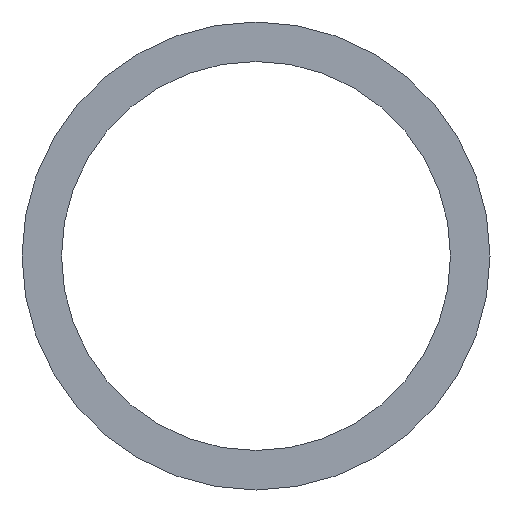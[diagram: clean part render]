
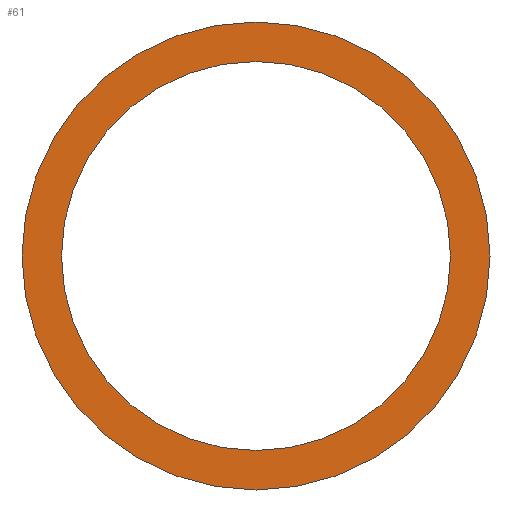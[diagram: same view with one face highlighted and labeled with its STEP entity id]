
A CAD part, front view. The second image highlights one B-rep face of the part: STEP entity #61.
In plain terms, the highlighted planar face has unit normal (0, -1, 0).
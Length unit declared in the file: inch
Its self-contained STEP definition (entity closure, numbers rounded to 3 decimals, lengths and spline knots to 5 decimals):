
#14=PLANE('',#89);
#18=FACE_BOUND('',#29,.T.);
#22=FACE_OUTER_BOUND('',#28,.T.);
#28=EDGE_LOOP('',(#48));
#29=EDGE_LOOP('',(#49));
#32=CIRCLE('',#84,0.83);
#34=CIRCLE('',#87,0.69);
#36=VERTEX_POINT('',#111);
#38=VERTEX_POINT('',#116);
#40=EDGE_CURVE('',#36,#36,#32,.T.);
#42=EDGE_CURVE('',#38,#38,#34,.T.);
#48=ORIENTED_EDGE('',*,*,#40,.F.);
#49=ORIENTED_EDGE('',*,*,#42,.T.);
#61=ADVANCED_FACE('',(#22,#18),#14,.T.);
#84=AXIS2_PLACEMENT_3D('',#112,#95,#96);
#87=AXIS2_PLACEMENT_3D('',#117,#101,#102);
#89=AXIS2_PLACEMENT_3D('',#120,#105,#106);
#95=DIRECTION('center_axis',(0.,1.,0.));
#96=DIRECTION('ref_axis',(0.,0.,1.));
#101=DIRECTION('center_axis',(0.,1.,0.));
#102=DIRECTION('ref_axis',(0.,0.,1.));
#105=DIRECTION('center_axis',(0.,-1.,0.));
#106=DIRECTION('ref_axis',(0.,0.,-1.));
#111=CARTESIAN_POINT('',(26.875,-33.,18.75));
#112=CARTESIAN_POINT('Origin',(26.875,-33.,17.92));
#116=CARTESIAN_POINT('',(26.875,-33.,18.61));
#117=CARTESIAN_POINT('Origin',(26.875,-33.,17.92));
#120=CARTESIAN_POINT('Origin',(26.875,-33.,10.25));
